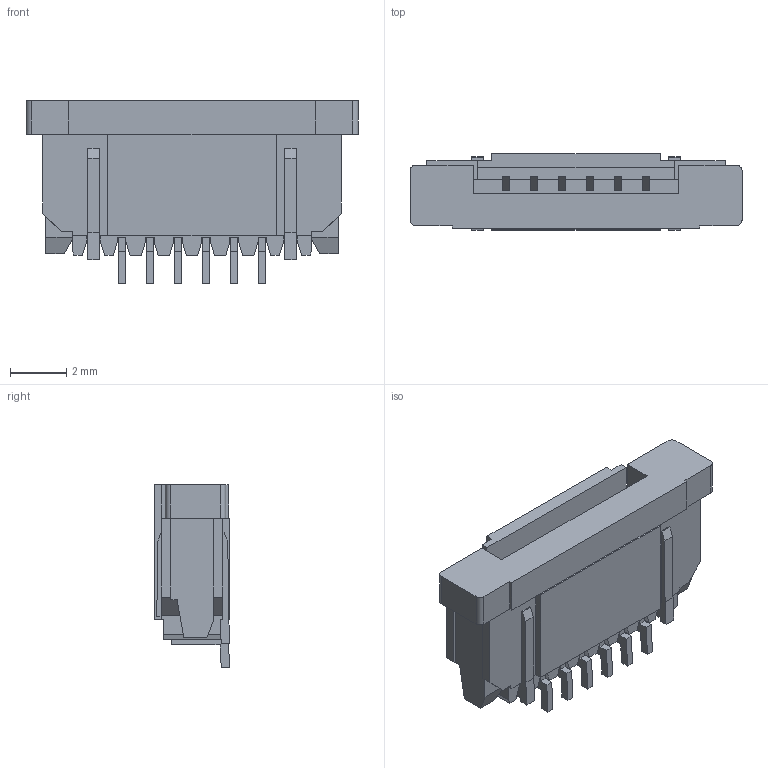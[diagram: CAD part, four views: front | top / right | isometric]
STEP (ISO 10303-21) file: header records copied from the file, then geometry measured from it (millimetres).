
FILE_DESCRIPTION(('STEP AP214'),'1');
FILE_NAME('sfw6r4ste1lf.stp','2014-03-24T19:37:25',('TraceParts'),('TraceParts S.A.'),'XStep 1.0',' ',' ');
FILE_SCHEMA(('automotive_design'));
Length unit declared in the file: millimetre
Products named in the file (1): SFW_R-2ST_LF
Bounding box: 11.8 x 2.7 x 6.5 mm (x, y, z)
Volume: 123.6 mm3; surface area: 339.8 mm2
Topology: 1 solids, 1 shells, 321 faces, 942 edges, 624 vertices
Faces by surface type: plane 317, cylinder 4
Entity records: 10481 total; most frequent: CARTESIAN_POINT 1910, ORIENTED_EDGE 1884, DIRECTION 1588, EDGE_CURVE 942, LINE 928, VECTOR 928, VERTEX_POINT 624, EDGE_LOOP 336
